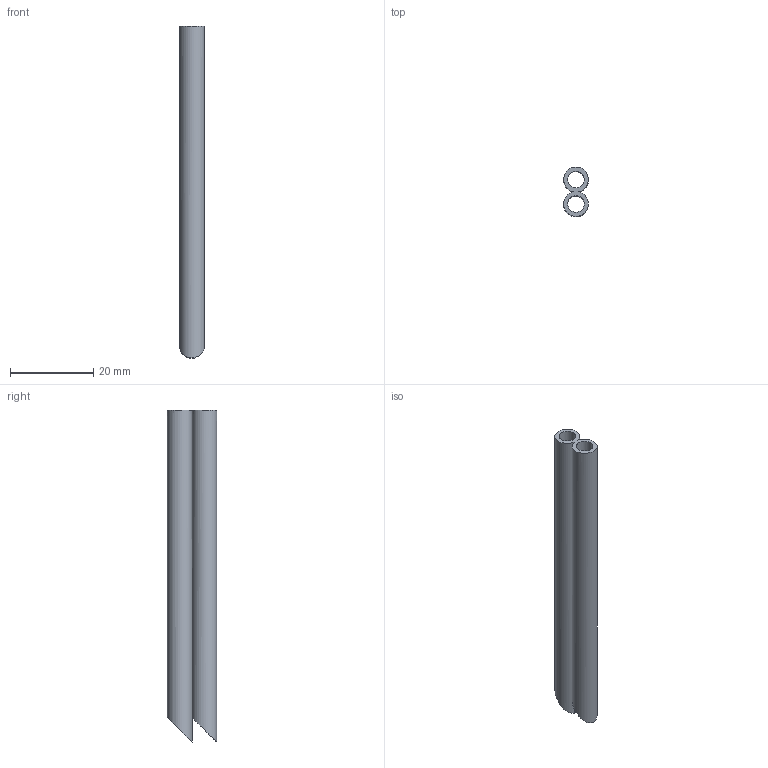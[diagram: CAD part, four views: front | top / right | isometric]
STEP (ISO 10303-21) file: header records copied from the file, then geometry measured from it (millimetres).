
FILE_DESCRIPTION(/* description */ ('STEP AP214'),/* implementation_level */ '2;1');
FILE_NAME(/* name */ '159675_PUN-6X1-DUO-BS',/* time_stamp */ '2024-09-13T20:41:09+02:00',/* author */ ('License CC BY-ND 4.0'),/* organization */ ('CADENAS'),/* preprocessor_version */ 'ST-DEVELOPER v19.3',/* originating_system */ 'PARTsolutions',/* authorisation */ ' ');
FILE_SCHEMA (('AUTOMOTIVE_DESIGN {1 0 10303 214 3 1 1}'));
Length unit declared in the file: millimetre
Products named in the file (1): 159675 PUN-6X1-DUO-BS---(50)
Bounding box: 6 x 11.9 x 80 mm (x, y, z)
Volume: 2413.4 mm3; surface area: 4751.3 mm2
Topology: 1 solids, 1 shells, 8 faces, 18 edges, 12 vertices
Faces by surface type: cylinder 4, plane 4
Full cylindrical faces by diameter (mm): 4 x2
Entity records: 291 total; most frequent: DIRECTION 40, CARTESIAN_POINT 33, ORIENTED_EDGE 28, AXIS2_PLACEMENT_3D 17, EDGE_CURVE 14, EDGE_LOOP 14, FACE_BOUND 14, VERTEX_POINT 10
